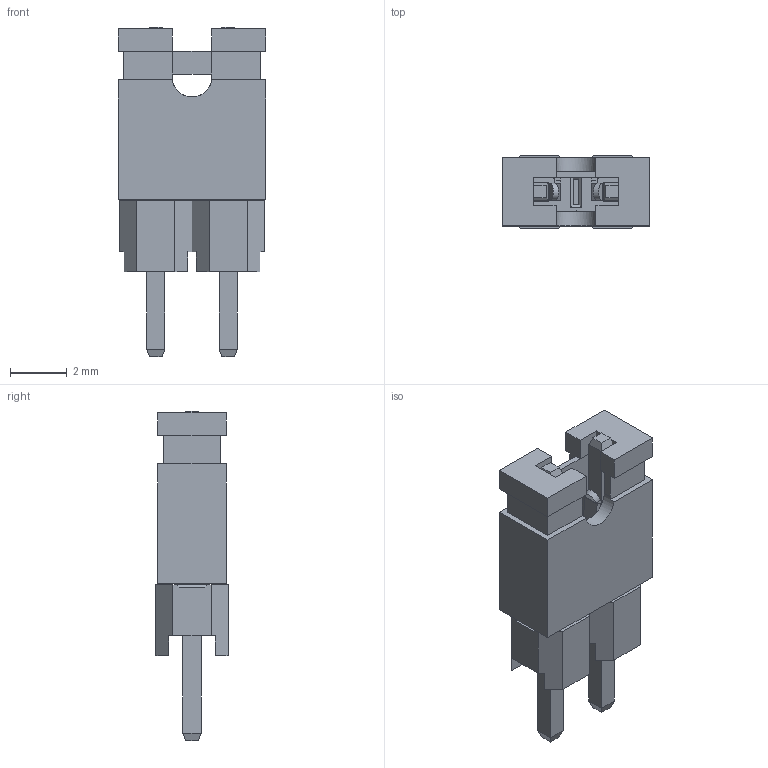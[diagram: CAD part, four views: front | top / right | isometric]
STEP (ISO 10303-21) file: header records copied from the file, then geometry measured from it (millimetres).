
FILE_DESCRIPTION(('STEP AP242'), '1');
FILE_NAME('Jumper2', '', ('UNSPECIFIED'), ('UNSPECIFIED'), 'ASCON STEP Converter 1.6', 'ASCON Math Kernel', '');
FILE_SCHEMA(('AP242_MANAGED_MODEL_BASED_3D_ENGINEERING_MIM_LF { 1 0 10303 442 1 1 4 }'));
Length unit declared in the file: millimetre
Assembly tree (2 placements, depth 2):
  (unnamed)
    (unnamed)
    (unnamed)
Bounding box: 5.2 x 2.54 x 11.6 mm (x, y, z)
Volume: 72.6 mm3; surface area: 333.9 mm2
Topology: 3 solids, 3 shells, 246 faces, 596 edges, 360 vertices
Faces by surface type: plane 214, cylinder 32
Entity records: 9082 total; most frequent: CARTESIAN_POINT 1205, ORIENTED_EDGE 1192, DIRECTION 1162, EDGE_CURVE 596, LINE 528, VECTOR 528, VERTEX_POINT 360, AXIS2_PLACEMENT_3D 317
